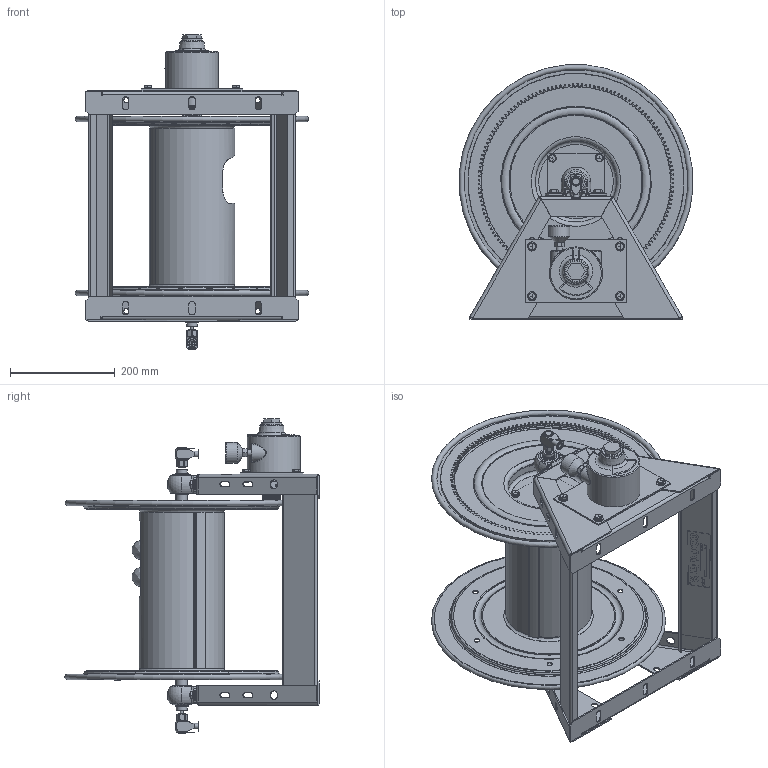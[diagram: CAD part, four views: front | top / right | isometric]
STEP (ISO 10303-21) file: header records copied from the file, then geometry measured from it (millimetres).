
FILE_DESCRIPTION(/* description */ (''),/* implementation_level */ '2;1');
FILE_NAME(/* name */ '1275HPL-A-12-A_SHARED.stp',/* time_stamp */ '2020-03-16T09:21:38-07:00',/* author */ ('NMelton'),/* organization */ (''),/* preprocessor_version */ 'ST-DEVELOPER v17',/* originating_system */ 'Autodesk Inventor 2019',/* authorisation */ '');
FILE_SCHEMA (('AUTOMOTIVE_DESIGN { 1 0 10303 214 3 1 1 }'));
Products named in the file (1): 1275HPL-A-12-A_SHARED
Bounding box: 446.63 x 485.83 x 600.34 mm (x, y, z)
Surface area: 1811927.6 mm2 (no closed solid volume)
Topology: 0 solids, 145 shells, 2866 faces, 9992 edges, 7039 vertices
Faces by surface type: cylinder 1157, plane 950, cone 318, bspline 263, torus 136, sphere 42
Full cylindrical faces by diameter (mm): 1.245 x4, 1.321 x4, 2.54 x1, 3.048 x1, 3.962 x1, 3.975 x3, 4.369 x2, 6.35 x1, 6.858 x1, 6.909 x2, 6.985 x4, 7.938 x6, 8.795 x1, 9.246 x4, 10.001 x3, 10.414 x6, 10.592 x2, 10.795 x2, 11.43 x11, 12.192 x5, 12.7 x5, 12.859 x4, 13.398 x2, 13.868 x2, 14.186 x3, 15.875 x2, 16.662 x4, 17.615 x8, 18.644 x2, 19.253 x2
Entity records: 124971 total; most frequent: CARTESIAN_POINT 41662, ORIENTED_EDGE 16073, DIRECTION 15704, EDGE_CURVE 9926, VERTEX_POINT 7039, AXIS2_PLACEMENT_3D 5746, LINE 4212, VECTOR 4212
